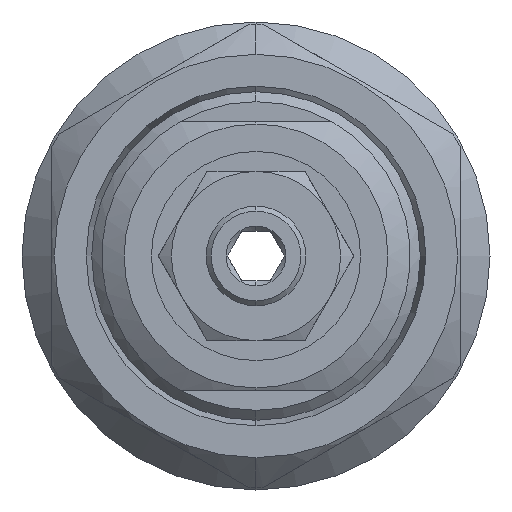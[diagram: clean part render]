
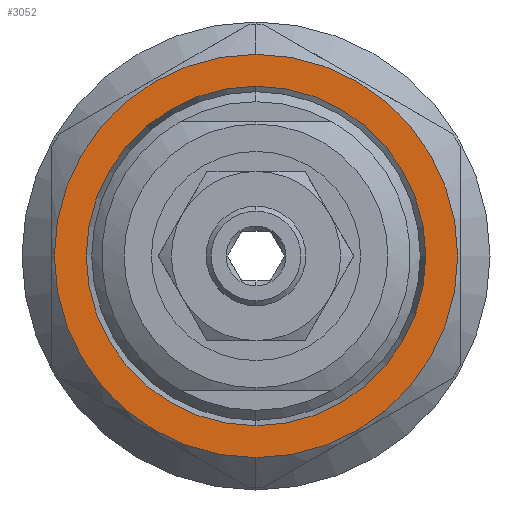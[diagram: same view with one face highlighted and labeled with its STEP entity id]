
A CAD part, left-side view. The second image highlights one B-rep face of the part: STEP entity #3052.
In plain terms, the highlighted planar face has unit normal (-1, 0, 0).
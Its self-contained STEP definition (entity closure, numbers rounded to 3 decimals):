
#33 = CARTESIAN_POINT ( 'NONE',  ( 13.5, 0., -20.25 ) ) ;
#330 = DIRECTION ( 'NONE',  ( 0., 0., 1. ) ) ;
#976 = AXIS2_PLACEMENT_3D ( 'NONE', #6432, #1162, #7313 ) ;
#1131 = AXIS2_PLACEMENT_3D ( 'NONE', #10884, #5611, #330 ) ;
#1162 = DIRECTION ( 'NONE',  ( -1., 0., 0. ) ) ;
#1318 = EDGE_CURVE ( 'NONE', #8333, #6851, #3319, .T. ) ;
#1561 = DIRECTION ( 'NONE',  ( -1., 0., 0. ) ) ;
#1565 = ORIENTED_EDGE ( 'NONE', *, *, #1318, .T. ) ;
#2032 = AXIS2_PLACEMENT_3D ( 'NONE', #4592, #10752, #5482 ) ;
#2597 = CIRCLE ( 'NONE', #976, 17.046 ) ;
#2637 = AXIS2_PLACEMENT_3D ( 'NONE', #8572, #3292, #9454 ) ;
#3052 = ADVANCED_FACE ( 'NONE', ( #9406, #9114 ), #3255, .F. ) ;
#3081 = EDGE_CURVE ( 'NONE', #6851, #8333, #10618, .T. ) ;
#3255 = PLANE ( 'NONE',  #2637 ) ;
#3292 = DIRECTION ( 'NONE',  ( 1., 0., 0. ) ) ;
#3319 = CIRCLE ( 'NONE', #3512, 20.25 ) ;
#3512 = AXIS2_PLACEMENT_3D ( 'NONE', #6845, #1561, #7715 ) ;
#3534 = CARTESIAN_POINT ( 'NONE',  ( 13.5, 0., -17.046 ) ) ;
#3737 = CIRCLE ( 'NONE', #1131, 17.046 ) ;
#3884 = EDGE_CURVE ( 'NONE', #9789, #10186, #2597, .T. ) ;
#3920 = CARTESIAN_POINT ( 'NONE',  ( 13.5, 0., 20.25 ) ) ;
#4046 = ORIENTED_EDGE ( 'NONE', *, *, #7043, .F. ) ;
#4592 = CARTESIAN_POINT ( 'NONE',  ( 13.5, 0., 0. ) ) ;
#5178 = ORIENTED_EDGE ( 'NONE', *, *, #3884, .F. ) ;
#5482 = DIRECTION ( 'NONE',  ( 0., 0., 1. ) ) ;
#5611 = DIRECTION ( 'NONE',  ( -1., 0., 0. ) ) ;
#5782 = ORIENTED_EDGE ( 'NONE', *, *, #3081, .T. ) ;
#6432 = CARTESIAN_POINT ( 'NONE',  ( 13.5, 0., 0. ) ) ;
#6845 = CARTESIAN_POINT ( 'NONE',  ( 13.5, 0., 0. ) ) ;
#6851 = VERTEX_POINT ( 'NONE', #33 ) ;
#7043 = EDGE_CURVE ( 'NONE', #10186, #9789, #3737, .T. ) ;
#7313 = DIRECTION ( 'NONE',  ( 0., 0., 1. ) ) ;
#7715 = DIRECTION ( 'NONE',  ( 0., 0., 1. ) ) ;
#8092 = CARTESIAN_POINT ( 'NONE',  ( 13.5, 0., 17.046 ) ) ;
#8333 = VERTEX_POINT ( 'NONE', #3920 ) ;
#8572 = CARTESIAN_POINT ( 'NONE',  ( 13.5, 17.046, 0. ) ) ;
#9114 = FACE_OUTER_BOUND ( 'NONE', #9957, .T. ) ;
#9406 = FACE_BOUND ( 'NONE', #10207, .T. ) ;
#9454 = DIRECTION ( 'NONE',  ( 0., 0., -1. ) ) ;
#9789 = VERTEX_POINT ( 'NONE', #3534 ) ;
#9957 = EDGE_LOOP ( 'NONE', ( #5782, #1565 ) ) ;
#10186 = VERTEX_POINT ( 'NONE', #8092 ) ;
#10207 = EDGE_LOOP ( 'NONE', ( #4046, #5178 ) ) ;
#10618 = CIRCLE ( 'NONE', #2032, 20.25 ) ;
#10752 = DIRECTION ( 'NONE',  ( -1., 0., 0. ) ) ;
#10884 = CARTESIAN_POINT ( 'NONE',  ( 13.5, 0., 0. ) ) ;
